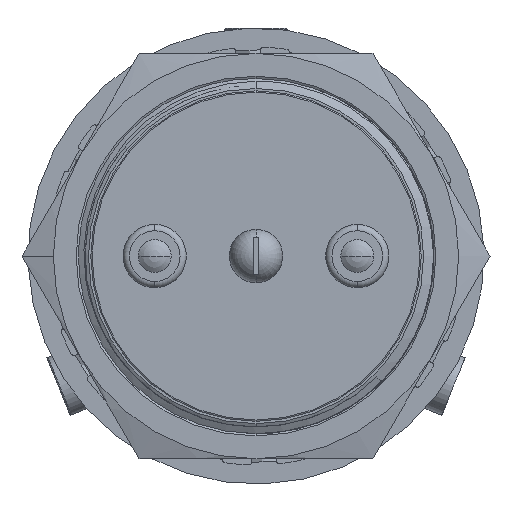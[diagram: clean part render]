
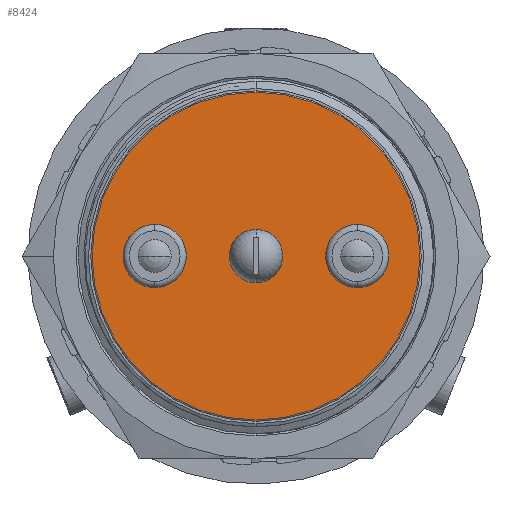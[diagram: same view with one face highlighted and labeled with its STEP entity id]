
A CAD part, front view. The second image highlights one B-rep face of the part: STEP entity #8424.
In plain terms, the highlighted planar face has unit normal (0, -1, 0).
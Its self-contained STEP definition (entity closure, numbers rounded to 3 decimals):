
#365 = DIRECTION ( 'NONE',  ( 0., 0., -1. ) ) ;
#514 = PLANE ( 'NONE',  #17483 ) ;
#615 = DIRECTION ( 'NONE',  ( 0., 0., -1. ) ) ;
#707 = EDGE_LOOP ( 'NONE', ( #1960, #2609 ) ) ;
#1015 = VERTEX_POINT ( 'NONE', #15787 ) ;
#1356 = ORIENTED_EDGE ( 'NONE', *, *, #11608, .T. ) ;
#1596 = VERTEX_POINT ( 'NONE', #5810 ) ;
#1900 = CARTESIAN_POINT ( 'NONE',  ( 0., 0., 0. ) ) ;
#1960 = ORIENTED_EDGE ( 'NONE', *, *, #7906, .T. ) ;
#2050 = DIRECTION ( 'NONE',  ( 0., 0., 1. ) ) ;
#2169 = EDGE_CURVE ( 'NONE', #5705, #20958, #8923, .T. ) ;
#2422 = CIRCLE ( 'NONE', #5324, 2.5 ) ;
#2609 = ORIENTED_EDGE ( 'NONE', *, *, #2169, .T. ) ;
#2652 = CARTESIAN_POINT ( 'NONE',  ( 0., 0., -12.942 ) ) ;
#2789 = CARTESIAN_POINT ( 'NONE',  ( -8., 0., 0. ) ) ;
#3257 = CIRCLE ( 'NONE', #11107, 2.5 ) ;
#3434 = EDGE_LOOP ( 'NONE', ( #17720, #20298 ) ) ;
#3651 = EDGE_CURVE ( 'NONE', #17776, #21234, #4993, .T. ) ;
#3863 = EDGE_CURVE ( 'NONE', #12911, #1596, #14292, .T. ) ;
#3997 = FACE_BOUND ( 'NONE', #3434, .T. ) ;
#4487 = EDGE_CURVE ( 'NONE', #1596, #12911, #2422, .T. ) ;
#4592 = AXIS2_PLACEMENT_3D ( 'NONE', #11853, #12183, #7159 ) ;
#4993 = CIRCLE ( 'NONE', #10357, 2.5 ) ;
#5324 = AXIS2_PLACEMENT_3D ( 'NONE', #2789, #7625, #11181 ) ;
#5447 = AXIS2_PLACEMENT_3D ( 'NONE', #12236, #12674, #2050 ) ;
#5564 = FACE_BOUND ( 'NONE', #15937, .T. ) ;
#5705 = VERTEX_POINT ( 'NONE', #6661 ) ;
#5762 = CARTESIAN_POINT ( 'NONE',  ( -8., 0., -2.5 ) ) ;
#5810 = CARTESIAN_POINT ( 'NONE',  ( -8., 0., 2.5 ) ) ;
#6527 = DIRECTION ( 'NONE',  ( 0., 1., 0. ) ) ;
#6661 = CARTESIAN_POINT ( 'NONE',  ( 0., 0., 12.942 ) ) ;
#6783 = DIRECTION ( 'NONE',  ( 0., 0., -1. ) ) ;
#6807 = CARTESIAN_POINT ( 'NONE',  ( 0., 0., 0. ) ) ;
#7159 = DIRECTION ( 'NONE',  ( 0., 0., 1. ) ) ;
#7625 = DIRECTION ( 'NONE',  ( 0., -1., 0. ) ) ;
#7906 = EDGE_CURVE ( 'NONE', #20958, #5705, #21035, .T. ) ;
#7929 = CIRCLE ( 'NONE', #5447, 2.108 ) ;
#8424 = ADVANCED_FACE ( 'NONE', ( #14084, #3997, #5564, #14184 ), #514, .T. ) ;
#8895 = CIRCLE ( 'NONE', #4592, 2.108 ) ;
#8923 = CIRCLE ( 'NONE', #15340, 12.942 ) ;
#9147 = DIRECTION ( 'NONE',  ( 0., -1., 0. ) ) ;
#9633 = AXIS2_PLACEMENT_3D ( 'NONE', #16739, #20301, #6783 ) ;
#10155 = CARTESIAN_POINT ( 'NONE',  ( 8., 0., 0. ) ) ;
#10169 = ORIENTED_EDGE ( 'NONE', *, *, #10511, .T. ) ;
#10357 = AXIS2_PLACEMENT_3D ( 'NONE', #13118, #6527, #11554 ) ;
#10511 = EDGE_CURVE ( 'NONE', #21234, #17776, #3257, .T. ) ;
#10764 = CARTESIAN_POINT ( 'NONE',  ( 8., 0., 2.5 ) ) ;
#11107 = AXIS2_PLACEMENT_3D ( 'NONE', #10155, #16755, #365 ) ;
#11181 = DIRECTION ( 'NONE',  ( 0., 0., -1. ) ) ;
#11554 = DIRECTION ( 'NONE',  ( 0., 0., -1. ) ) ;
#11608 = EDGE_CURVE ( 'NONE', #16696, #1015, #7929, .T. ) ;
#11838 = DIRECTION ( 'NONE',  ( 0., 0., -1. ) ) ;
#11853 = CARTESIAN_POINT ( 'NONE',  ( 0., 0., 0. ) ) ;
#12167 = CARTESIAN_POINT ( 'NONE',  ( 0., 0., 0. ) ) ;
#12183 = DIRECTION ( 'NONE',  ( 0., 1., 0. ) ) ;
#12236 = CARTESIAN_POINT ( 'NONE',  ( 0., 0., 0. ) ) ;
#12674 = DIRECTION ( 'NONE',  ( 0., 1., 0. ) ) ;
#12911 = VERTEX_POINT ( 'NONE', #5762 ) ;
#13118 = CARTESIAN_POINT ( 'NONE',  ( 8., 0., 0. ) ) ;
#14084 = FACE_BOUND ( 'NONE', #19065, .T. ) ;
#14184 = FACE_OUTER_BOUND ( 'NONE', #707, .T. ) ;
#14292 = CIRCLE ( 'NONE', #9633, 2.5 ) ;
#14301 = ORIENTED_EDGE ( 'NONE', *, *, #19653, .T. ) ;
#15207 = CARTESIAN_POINT ( 'NONE',  ( 0., 0., -2.108 ) ) ;
#15340 = AXIS2_PLACEMENT_3D ( 'NONE', #6807, #15520, #11838 ) ;
#15520 = DIRECTION ( 'NONE',  ( 0., -1., 0. ) ) ;
#15787 = CARTESIAN_POINT ( 'NONE',  ( 0., 0., 2.108 ) ) ;
#15937 = EDGE_LOOP ( 'NONE', ( #21280, #10169 ) ) ;
#16696 = VERTEX_POINT ( 'NONE', #15207 ) ;
#16739 = CARTESIAN_POINT ( 'NONE',  ( -8., 0., 0. ) ) ;
#16755 = DIRECTION ( 'NONE',  ( 0., 1., 0. ) ) ;
#17483 = AXIS2_PLACEMENT_3D ( 'NONE', #12167, #9147, #615 ) ;
#17720 = ORIENTED_EDGE ( 'NONE', *, *, #3863, .F. ) ;
#17776 = VERTEX_POINT ( 'NONE', #21698 ) ;
#19065 = EDGE_LOOP ( 'NONE', ( #14301, #1356 ) ) ;
#19653 = EDGE_CURVE ( 'NONE', #1015, #16696, #8895, .T. ) ;
#19952 = AXIS2_PLACEMENT_3D ( 'NONE', #1900, #21794, #20127 ) ;
#20127 = DIRECTION ( 'NONE',  ( 0., 0., -1. ) ) ;
#20298 = ORIENTED_EDGE ( 'NONE', *, *, #4487, .F. ) ;
#20301 = DIRECTION ( 'NONE',  ( 0., -1., 0. ) ) ;
#20958 = VERTEX_POINT ( 'NONE', #2652 ) ;
#21035 = CIRCLE ( 'NONE', #19952, 12.942 ) ;
#21234 = VERTEX_POINT ( 'NONE', #10764 ) ;
#21280 = ORIENTED_EDGE ( 'NONE', *, *, #3651, .T. ) ;
#21698 = CARTESIAN_POINT ( 'NONE',  ( 8., 0., -2.5 ) ) ;
#21794 = DIRECTION ( 'NONE',  ( 0., -1., 0. ) ) ;
